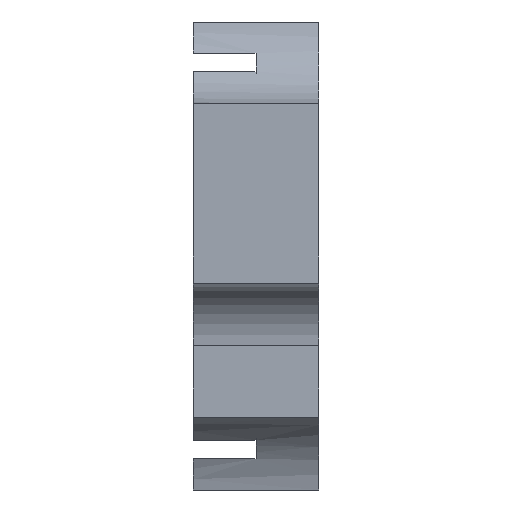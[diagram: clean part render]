
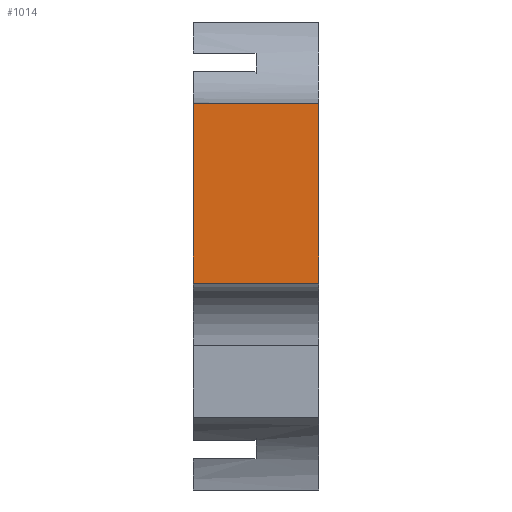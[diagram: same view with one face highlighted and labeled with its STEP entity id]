
A CAD part, left-side view. The second image highlights one B-rep face of the part: STEP entity #1014.
In plain terms, the highlighted planar face has unit normal (-1, 0, 0).
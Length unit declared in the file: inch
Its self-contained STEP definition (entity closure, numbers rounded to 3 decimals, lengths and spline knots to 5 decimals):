
#17 = EDGE_LOOP ( 'NONE', ( #1655, #699, #816, #1729 ) ) ;
#91 = VERTEX_POINT ( 'NONE', #896 ) ;
#200 = DIRECTION ( 'NONE',  ( 0., -1., 0. ) ) ;
#275 = FACE_OUTER_BOUND ( 'NONE', #17, .T. ) ;
#369 = DIRECTION ( 'NONE',  ( 1., 0., 0. ) ) ;
#377 = DIRECTION ( 'NONE',  ( 0., 0., 1. ) ) ;
#420 = CARTESIAN_POINT ( 'NONE',  ( -0.625, 0.25, -0.054 ) ) ;
#490 = EDGE_CURVE ( 'NONE', #572, #995, #694, .T. ) ;
#572 = VERTEX_POINT ( 'NONE', #1260 ) ;
#586 = VECTOR ( 'NONE', #1871, 39.37008 ) ;
#654 = PLANE ( 'NONE',  #924 ) ;
#680 = LINE ( 'NONE', #768, #1229 ) ;
#685 = VERTEX_POINT ( 'NONE', #1109 ) ;
#694 = LINE ( 'NONE', #1247, #1400 ) ;
#699 = ORIENTED_EDGE ( 'NONE', *, *, #883, .T. ) ;
#768 = CARTESIAN_POINT ( 'NONE',  ( -0.625, 0.25, 0.304 ) ) ;
#787 = LINE ( 'NONE', #420, #1343 ) ;
#800 = CARTESIAN_POINT ( 'NONE',  ( -0.625, 0.25, -0.625 ) ) ;
#816 = ORIENTED_EDGE ( 'NONE', *, *, #1233, .F. ) ;
#883 = EDGE_CURVE ( 'NONE', #685, #91, #1381, .T. ) ;
#896 = CARTESIAN_POINT ( 'NONE',  ( -0.625, 0., 0.304 ) ) ;
#924 = AXIS2_PLACEMENT_3D ( 'NONE', #800, #369, #1405 ) ;
#995 = VERTEX_POINT ( 'NONE', #1845 ) ;
#1014 = ADVANCED_FACE ( 'NONE', ( #275 ), #654, .F. ) ;
#1109 = CARTESIAN_POINT ( 'NONE',  ( -0.625, 0., -0.054 ) ) ;
#1160 = DIRECTION ( 'NONE',  ( 0., -1., 0. ) ) ;
#1229 = VECTOR ( 'NONE', #200, 39.37008 ) ;
#1233 = EDGE_CURVE ( 'NONE', #995, #91, #680, .T. ) ;
#1247 = CARTESIAN_POINT ( 'NONE',  ( -0.625, 0.25, -0.625 ) ) ;
#1260 = CARTESIAN_POINT ( 'NONE',  ( -0.625, 0.25, -0.054 ) ) ;
#1343 = VECTOR ( 'NONE', #1160, 39.37008 ) ;
#1381 = LINE ( 'NONE', #1739, #586 ) ;
#1392 = EDGE_CURVE ( 'NONE', #572, #685, #787, .T. ) ;
#1400 = VECTOR ( 'NONE', #377, 39.37008 ) ;
#1405 = DIRECTION ( 'NONE',  ( 0., 0., -1. ) ) ;
#1655 = ORIENTED_EDGE ( 'NONE', *, *, #1392, .T. ) ;
#1729 = ORIENTED_EDGE ( 'NONE', *, *, #490, .F. ) ;
#1739 = CARTESIAN_POINT ( 'NONE',  ( -0.625, 0., -0.625 ) ) ;
#1845 = CARTESIAN_POINT ( 'NONE',  ( -0.625, 0.25, 0.304 ) ) ;
#1871 = DIRECTION ( 'NONE',  ( 0., 0., 1. ) ) ;
